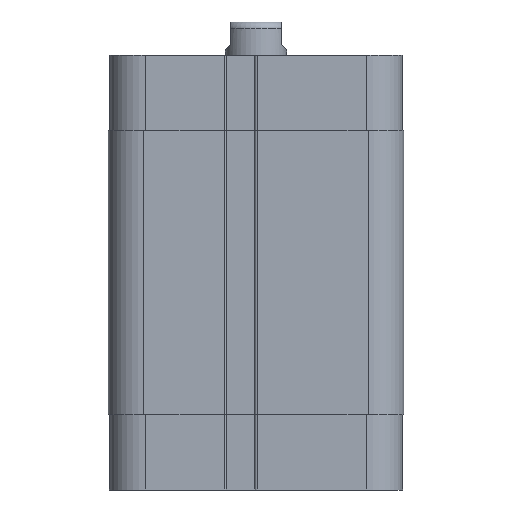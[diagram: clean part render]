
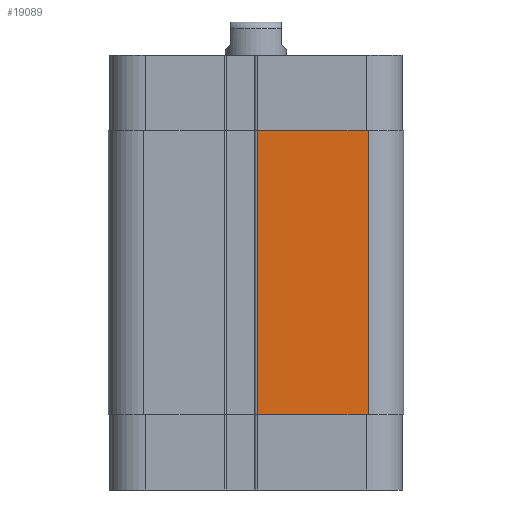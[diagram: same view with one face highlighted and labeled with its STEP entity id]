
A CAD part, front view. The second image highlights one B-rep face of the part: STEP entity #19089.
In plain terms, the highlighted planar face has unit normal (0, -1, 0).
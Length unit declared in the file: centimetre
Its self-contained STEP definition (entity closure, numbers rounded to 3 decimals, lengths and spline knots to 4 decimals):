
#703=PLANE($,#19700);
#1729=FACE_OUTER_BOUND($,#2892,.T.);
#2892=EDGE_LOOP($,(#17167,#17168,#17169,#17170));
#4176=LINE($,#38613,#5539);
#4237=LINE($,#38798,#5600);
#4256=LINE($,#38861,#5619);
#4257=LINE($,#38863,#5620);
#5539=VECTOR($,#21926,2.18);
#5600=VECTOR($,#22115,2.18);
#5619=VECTOR($,#22172,5.6);
#5620=VECTOR($,#22175,5.6);
#8774=VERTEX_POINT($,#38610);
#8775=VERTEX_POINT($,#38612);
#8834=VERTEX_POINT($,#38795);
#8835=VERTEX_POINT($,#38797);
#11531=EDGE_CURVE($,#8775,#8774,#4176,.T.);
#11624=EDGE_CURVE($,#8835,#8834,#4237,.T.);
#11656=EDGE_CURVE($,#8775,#8834,#4256,.T.);
#11657=EDGE_CURVE($,#8774,#8835,#4257,.T.);
#17167=ORIENTED_EDGE($,*,*,#11531,.T.);
#17168=ORIENTED_EDGE($,*,*,#11657,.T.);
#17169=ORIENTED_EDGE($,*,*,#11624,.T.);
#17170=ORIENTED_EDGE($,*,*,#11656,.F.);
#19089=ADVANCED_FACE($,(#1729),#703,.T.);
#19700=AXIS2_PLACEMENT_3D($,#38862,#22173,#22174);
#21926=DIRECTION($,(-1.,0.,0.));
#22115=DIRECTION($,(1.,0.,0.));
#22172=DIRECTION($,(0.,0.,-1.));
#22173=DIRECTION('center_axis',(0.,-1.,0.));
#22174=DIRECTION('ref_axis',(1.,0.,0.));
#22175=DIRECTION($,(0.,0.,-1.));
#38610=CARTESIAN_POINT('',(0.025,-2.905,7.075));
#38612=CARTESIAN_POINT('',(2.205,-2.905,7.075));
#38613=CARTESIAN_POINT($,(2.205,-2.905,7.075));
#38795=CARTESIAN_POINT('',(2.205,-2.905,1.475));
#38797=CARTESIAN_POINT('',(0.025,-2.905,1.475));
#38798=CARTESIAN_POINT($,(0.025,-2.905,1.475));
#38861=CARTESIAN_POINT($,(2.205,-2.905,7.075));
#38862=CARTESIAN_POINT('Origin',(2.205,-2.905,22.275));
#38863=CARTESIAN_POINT($,(0.025,-2.905,7.075));
